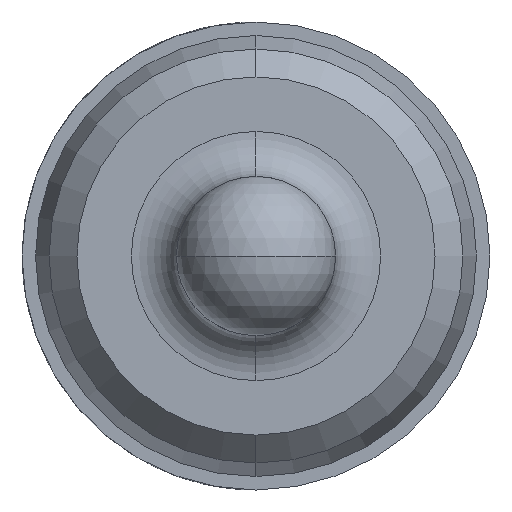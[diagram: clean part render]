
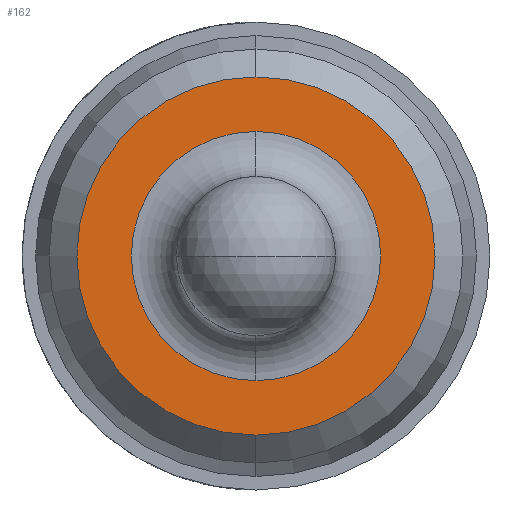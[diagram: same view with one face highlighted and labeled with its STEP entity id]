
A CAD part, left-side view. The second image highlights one B-rep face of the part: STEP entity #162.
In plain terms, the highlighted planar face has unit normal (-1, 0, 0).
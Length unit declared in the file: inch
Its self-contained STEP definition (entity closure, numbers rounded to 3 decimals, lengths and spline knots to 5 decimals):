
#20 = EDGE_CURVE ( 'NONE', #889, #913, #766, .T. ) ;
#38 = AXIS2_PLACEMENT_3D ( 'NONE', #190, #192, #185 ) ;
#54 = AXIS2_PLACEMENT_3D ( 'NONE', #256, #255, #254 ) ;
#55 = AXIS2_PLACEMENT_3D ( 'NONE', #261, #260, #259 ) ;
#72 = AXIS2_PLACEMENT_3D ( 'NONE', #417, #416, #414 ) ;
#86 = AXIS2_PLACEMENT_3D ( 'NONE', #530, #529, #527 ) ;
#114 = EDGE_CURVE ( 'NONE', #901, #893, #631, .T. ) ;
#143 = EDGE_CURVE ( 'NONE', #913, #889, #762, .T. ) ;
#144 = EDGE_CURVE ( 'NONE', #893, #901, #761, .T. ) ;
#162 = ADVANCED_FACE ( 'NONE', ( #705, #730 ), #187, .F. ) ;
#185 = DIRECTION ( 'NONE',  ( 0., 0., -1. ) ) ;
#187 = PLANE ( 'NONE',  #38 ) ;
#190 = CARTESIAN_POINT ( 'NONE',  ( -0.135, 0.00885, 0. ) ) ;
#192 = DIRECTION ( 'NONE',  ( 1., 0., 0. ) ) ;
#254 = DIRECTION ( 'NONE',  ( 0., 0., -1. ) ) ;
#255 = DIRECTION ( 'NONE',  ( 1., 0., 0. ) ) ;
#256 = CARTESIAN_POINT ( 'NONE',  ( -0.135, 0., 0. ) ) ;
#259 = DIRECTION ( 'NONE',  ( 0., 0., -1. ) ) ;
#260 = DIRECTION ( 'NONE',  ( -1., 0., 0. ) ) ;
#261 = CARTESIAN_POINT ( 'NONE',  ( -0.135, 0., 0. ) ) ;
#270 = CARTESIAN_POINT ( 'NONE',  ( -0.135, 0., -0.01385 ) ) ;
#296 = CARTESIAN_POINT ( 'NONE',  ( -0.135, 0., 0.01385 ) ) ;
#414 = DIRECTION ( 'NONE',  ( 0., 0., -1. ) ) ;
#416 = DIRECTION ( 'NONE',  ( 1., 0., 0. ) ) ;
#417 = CARTESIAN_POINT ( 'NONE',  ( -0.135, 0., 0. ) ) ;
#432 = CARTESIAN_POINT ( 'NONE',  ( -0.135, 0., -0.0199 ) ) ;
#438 = CARTESIAN_POINT ( 'NONE',  ( -0.135, 0., 0.0199 ) ) ;
#527 = DIRECTION ( 'NONE',  ( 0., 0., -1. ) ) ;
#529 = DIRECTION ( 'NONE',  ( -1., 0., 0. ) ) ;
#530 = CARTESIAN_POINT ( 'NONE',  ( -0.135, 0., 0. ) ) ;
#579 = EDGE_LOOP ( 'NONE', ( #799, #876 ) ) ;
#608 = EDGE_LOOP ( 'NONE', ( #827, #882 ) ) ;
#631 = CIRCLE ( 'NONE', #72, 0.01385 ) ;
#705 = FACE_OUTER_BOUND ( 'NONE', #608, .T. ) ;
#730 = FACE_BOUND ( 'NONE', #579, .T. ) ;
#761 = CIRCLE ( 'NONE', #54, 0.01385 ) ;
#762 = CIRCLE ( 'NONE', #55, 0.0199 ) ;
#766 = CIRCLE ( 'NONE', #86, 0.0199 ) ;
#799 = ORIENTED_EDGE ( 'NONE', *, *, #144, .T. ) ;
#827 = ORIENTED_EDGE ( 'NONE', *, *, #143, .T. ) ;
#876 = ORIENTED_EDGE ( 'NONE', *, *, #114, .T. ) ;
#882 = ORIENTED_EDGE ( 'NONE', *, *, #20, .T. ) ;
#889 = VERTEX_POINT ( 'NONE', #438 ) ;
#893 = VERTEX_POINT ( 'NONE', #270 ) ;
#901 = VERTEX_POINT ( 'NONE', #296 ) ;
#913 = VERTEX_POINT ( 'NONE', #432 ) ;
